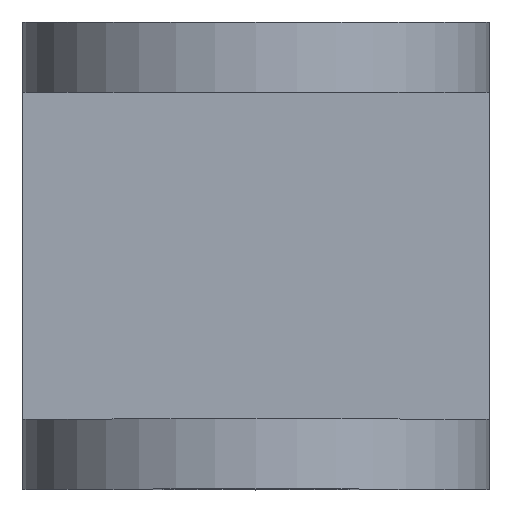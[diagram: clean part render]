
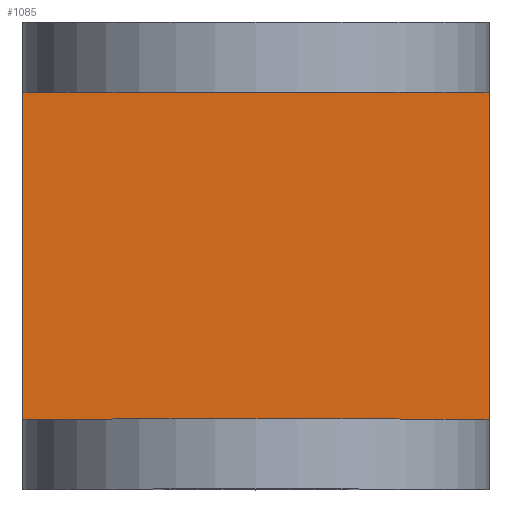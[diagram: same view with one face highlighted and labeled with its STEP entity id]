
A CAD part, top view. The second image highlights one B-rep face of the part: STEP entity #1085.
In plain terms, the highlighted planar face has unit normal (0, 0, 1).
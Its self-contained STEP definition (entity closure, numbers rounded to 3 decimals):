
#284 = PLANE('',#285);
#285 = AXIS2_PLACEMENT_3D('',#286,#287,#288);
#286 = CARTESIAN_POINT('',(50.,50.,20.));
#287 = DIRECTION('',(1.,0.,0.));
#288 = DIRECTION('',(0.,-1.,0.));
#341 = PLANE('',#342);
#342 = AXIS2_PLACEMENT_3D('',#343,#344,#345);
#343 = CARTESIAN_POINT('',(-50.,-50.,20.));
#344 = DIRECTION('',(-1.,0.,0.));
#345 = DIRECTION('',(0.,1.,0.));
#619 = VERTEX_POINT('',#620);
#620 = CARTESIAN_POINT('',(50.,35.,30.));
#646 = EDGE_CURVE('',#647,#619,#649,.T.);
#647 = VERTEX_POINT('',#648);
#648 = CARTESIAN_POINT('',(50.,-35.,30.));
#649 = SURFACE_CURVE('',#650,(#654,#661),.PCURVE_S1.);
#650 = LINE('',#651,#652);
#651 = CARTESIAN_POINT('',(50.,-35.,30.));
#652 = VECTOR('',#653,1.);
#653 = DIRECTION('',(0.,1.,0.));
#654 = PCURVE('',#284,#655);
#655 = DEFINITIONAL_REPRESENTATION('',(#656),#660);
#656 = LINE('',#657,#658);
#657 = CARTESIAN_POINT('',(85.,-10.));
#658 = VECTOR('',#659,1.);
#659 = DIRECTION('',(-1.,0.));
#660 = ( GEOMETRIC_REPRESENTATION_CONTEXT(2) 
PARAMETRIC_REPRESENTATION_CONTEXT() REPRESENTATION_CONTEXT('2D SPACE',''
  ) );
#661 = PCURVE('',#662,#667);
#662 = PLANE('',#663);
#663 = AXIS2_PLACEMENT_3D('',#664,#665,#666);
#664 = CARTESIAN_POINT('',(50.,-35.,30.));
#665 = DIRECTION('',(0.,0.,1.));
#666 = DIRECTION('',(-1.,0.,0.));
#667 = DEFINITIONAL_REPRESENTATION('',(#668),#672);
#668 = LINE('',#669,#670);
#669 = CARTESIAN_POINT('',(0.,0.));
#670 = VECTOR('',#671,1.);
#671 = DIRECTION('',(0.,-1.));
#672 = ( GEOMETRIC_REPRESENTATION_CONTEXT(2) 
PARAMETRIC_REPRESENTATION_CONTEXT() REPRESENTATION_CONTEXT('2D SPACE',''
  ) );
#708 = VERTEX_POINT('',#709);
#709 = CARTESIAN_POINT('',(-50.,-35.,30.));
#735 = EDGE_CURVE('',#708,#736,#738,.T.);
#736 = VERTEX_POINT('',#737);
#737 = CARTESIAN_POINT('',(-50.,35.,30.));
#738 = SURFACE_CURVE('',#739,(#743,#750),.PCURVE_S1.);
#739 = LINE('',#740,#741);
#740 = CARTESIAN_POINT('',(-50.,-35.,30.));
#741 = VECTOR('',#742,1.);
#742 = DIRECTION('',(0.,1.,0.));
#743 = PCURVE('',#341,#744);
#744 = DEFINITIONAL_REPRESENTATION('',(#745),#749);
#745 = LINE('',#746,#747);
#746 = CARTESIAN_POINT('',(15.,-10.));
#747 = VECTOR('',#748,1.);
#748 = DIRECTION('',(1.,0.));
#749 = ( GEOMETRIC_REPRESENTATION_CONTEXT(2) 
PARAMETRIC_REPRESENTATION_CONTEXT() REPRESENTATION_CONTEXT('2D SPACE',''
  ) );
#750 = PCURVE('',#662,#751);
#751 = DEFINITIONAL_REPRESENTATION('',(#752),#756);
#752 = LINE('',#753,#754);
#753 = CARTESIAN_POINT('',(100.,0.));
#754 = VECTOR('',#755,1.);
#755 = DIRECTION('',(0.,-1.));
#756 = ( GEOMETRIC_REPRESENTATION_CONTEXT(2) 
PARAMETRIC_REPRESENTATION_CONTEXT() REPRESENTATION_CONTEXT('2D SPACE',''
  ) );
#1073 = PLANE('',#1074);
#1074 = AXIS2_PLACEMENT_3D('',#1075,#1076,#1077);
#1075 = CARTESIAN_POINT('',(0.,35.,80.5));
#1076 = DIRECTION('',(0.,1.,0.));
#1077 = DIRECTION('',(0.,0.,1.));
#1085 = ADVANCED_FACE('',(#1086),#662,.T.);
#1086 = FACE_BOUND('',#1087,.T.);
#1087 = EDGE_LOOP('',(#1088,#1089,#1110,#1111));
#1088 = ORIENTED_EDGE('',*,*,#646,.T.);
#1089 = ORIENTED_EDGE('',*,*,#1090,.T.);
#1090 = EDGE_CURVE('',#619,#736,#1091,.T.);
#1091 = SURFACE_CURVE('',#1092,(#1096,#1103),.PCURVE_S1.);
#1092 = LINE('',#1093,#1094);
#1093 = CARTESIAN_POINT('',(50.,35.,30.));
#1094 = VECTOR('',#1095,1.);
#1095 = DIRECTION('',(-1.,0.,0.));
#1096 = PCURVE('',#662,#1097);
#1097 = DEFINITIONAL_REPRESENTATION('',(#1098),#1102);
#1098 = LINE('',#1099,#1100);
#1099 = CARTESIAN_POINT('',(0.,-70.));
#1100 = VECTOR('',#1101,1.);
#1101 = DIRECTION('',(1.,0.));
#1102 = ( GEOMETRIC_REPRESENTATION_CONTEXT(2) 
PARAMETRIC_REPRESENTATION_CONTEXT() REPRESENTATION_CONTEXT('2D SPACE',''
  ) );
#1103 = PCURVE('',#1073,#1104);
#1104 = DEFINITIONAL_REPRESENTATION('',(#1105),#1109);
#1105 = LINE('',#1106,#1107);
#1106 = CARTESIAN_POINT('',(-50.5,50.));
#1107 = VECTOR('',#1108,1.);
#1108 = DIRECTION('',(0.,-1.));
#1109 = ( GEOMETRIC_REPRESENTATION_CONTEXT(2) 
PARAMETRIC_REPRESENTATION_CONTEXT() REPRESENTATION_CONTEXT('2D SPACE',''
  ) );
#1110 = ORIENTED_EDGE('',*,*,#735,.F.);
#1111 = ORIENTED_EDGE('',*,*,#1112,.F.);
#1112 = EDGE_CURVE('',#647,#708,#1113,.T.);
#1113 = SURFACE_CURVE('',#1114,(#1118,#1125),.PCURVE_S1.);
#1114 = LINE('',#1115,#1116);
#1115 = CARTESIAN_POINT('',(50.,-35.,30.));
#1116 = VECTOR('',#1117,1.);
#1117 = DIRECTION('',(-1.,0.,0.));
#1118 = PCURVE('',#662,#1119);
#1119 = DEFINITIONAL_REPRESENTATION('',(#1120),#1124);
#1120 = LINE('',#1121,#1122);
#1121 = CARTESIAN_POINT('',(0.,0.));
#1122 = VECTOR('',#1123,1.);
#1123 = DIRECTION('',(1.,0.));
#1124 = ( GEOMETRIC_REPRESENTATION_CONTEXT(2) 
PARAMETRIC_REPRESENTATION_CONTEXT() REPRESENTATION_CONTEXT('2D SPACE',''
  ) );
#1125 = PCURVE('',#1126,#1131);
#1126 = PLANE('',#1127);
#1127 = AXIS2_PLACEMENT_3D('',#1128,#1129,#1130);
#1128 = CARTESIAN_POINT('',(0.,-35.,80.5));
#1129 = DIRECTION('',(0.,1.,0.));
#1130 = DIRECTION('',(0.,0.,1.));
#1131 = DEFINITIONAL_REPRESENTATION('',(#1132),#1136);
#1132 = LINE('',#1133,#1134);
#1133 = CARTESIAN_POINT('',(-50.5,50.));
#1134 = VECTOR('',#1135,1.);
#1135 = DIRECTION('',(0.,-1.));
#1136 = ( GEOMETRIC_REPRESENTATION_CONTEXT(2) 
PARAMETRIC_REPRESENTATION_CONTEXT() REPRESENTATION_CONTEXT('2D SPACE',''
  ) );
